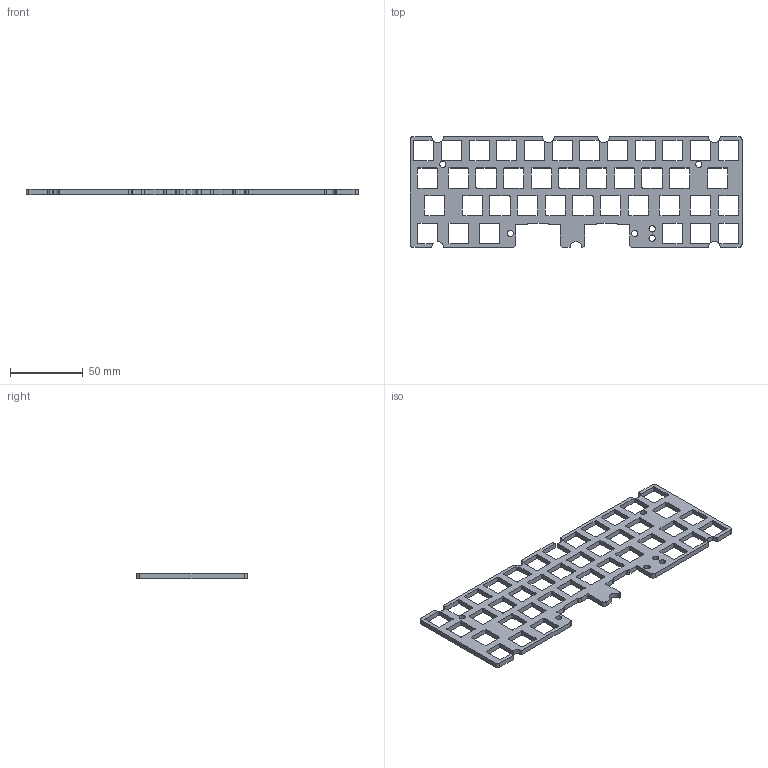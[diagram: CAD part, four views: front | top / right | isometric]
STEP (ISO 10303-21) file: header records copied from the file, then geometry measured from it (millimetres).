
FILE_DESCRIPTION(/* description */ ('','CAx-IF Rec.Pracs.---Representation and Presentation of Product Manufacturing Information (PMI)---4.0---2014-10-13'),/* implementation_level */ '2;1');
FILE_NAME(/* name */ 'c83d950f-ad74-4e2d-aff2-bb85e668c386.stp',/* time_stamp */ '2024-11-22T11:47:56Z',/* author */ (''),/* organization */ (''),/* preprocessor_version */ 'ST-DEVELOPER v20',/* originating_system */ 'Autodesk Translation Framework v13.20.0.188',/* authorisation */ '');
FILE_SCHEMA (('AP242_MANAGED_MODEL_BASED_3D_ENGINEERING_MIM_LF { 1 0 10303 442 1 1 4 }'));
Length unit declared in the file: millimetre
Products named in the file (1): vr42_plate_foam
Bounding box: 228.6 x 76.2 x 3.5 mm (x, y, z)
Volume: 29171.1 mm3; surface area: 27024.8 mm2
Topology: 1 solids, 1 shells, 377 faces, 1125 edges, 750 vertices
Faces by surface type: cylinder 193, plane 184
Full cylindrical faces by diameter (mm): 4.3 x6
Entity records: 12965 total; most frequent: DIRECTION 2267, CARTESIAN_POINT 2253, ORIENTED_EDGE 2250, EDGE_CURVE 1125, AXIS2_PLACEMENT_3D 764, VERTEX_POINT 750, LINE 739, VECTOR 739
